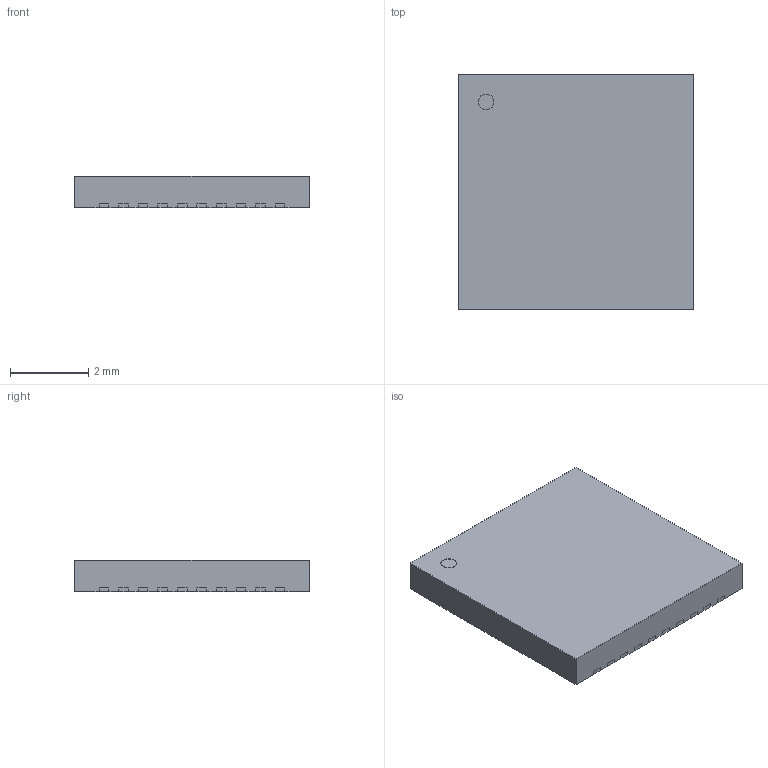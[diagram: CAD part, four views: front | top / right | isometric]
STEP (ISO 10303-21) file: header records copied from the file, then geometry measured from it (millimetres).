
FILE_DESCRIPTION(('FreeCAD Model'),'2;1');
FILE_NAME('HVQFN40.step','2016-07-08T11:38:33',('Author'),(''), 'Open CASCADE STEP processor 6.8','FreeCAD','Unknown');
FILE_SCHEMA(('AUTOMOTIVE_DESIGN_CC2 { 1 2 10303 214 -1 1 5 4 }'));
Length unit declared in the file: millimetre
Products named in the file (1): Fusion
Bounding box: 6 x 6 x 0.8 mm (x, y, z)
Volume: 28.8 mm3; surface area: 91.2 mm2
Topology: 1 solids, 1 shells, 90 faces, 343 edges, 257 vertices
Faces by surface type: plane 88, cylinder 2
Entity records: 8929 total; most frequent: CARTESIAN_POINT 1569, DIRECTION 1207, LINE 1013, VECTOR 1013, ORIENTED_EDGE 686, PCURVE 686, DEFINITIONAL_REPRESENTATION 686, EDGE_CURVE 343
